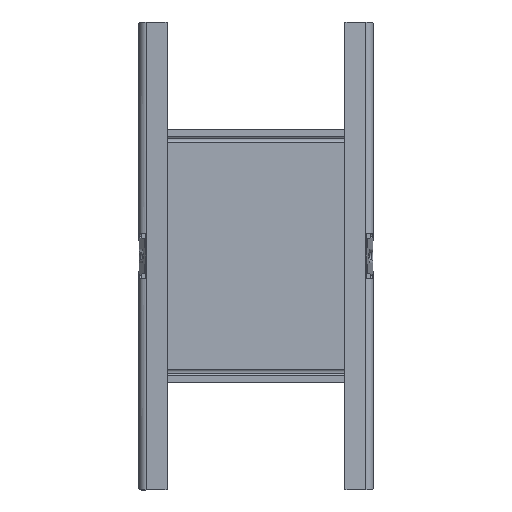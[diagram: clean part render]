
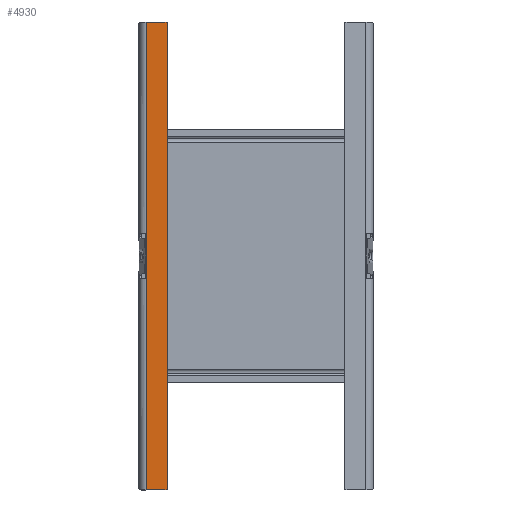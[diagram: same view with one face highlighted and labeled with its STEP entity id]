
A CAD part, front view. The second image highlights one B-rep face of the part: STEP entity #4930.
In plain terms, the highlighted planar face has unit normal (-0.052, -0.999, 0).
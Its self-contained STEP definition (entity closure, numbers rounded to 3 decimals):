
#37 = VECTOR ( 'NONE', #2580, 1000. ) ;
#427 = CARTESIAN_POINT ( 'NONE',  ( 3.08, -0.161, 100. ) ) ;
#531 = DIRECTION ( 'NONE',  ( 0.999, -0.052, 0. ) ) ;
#619 = CARTESIAN_POINT ( 'NONE',  ( 12., -0.629, -100. ) ) ;
#828 = CARTESIAN_POINT ( 'NONE',  ( 12., -0.629, 100. ) ) ;
#1233 = CARTESIAN_POINT ( 'NONE',  ( 3.08, -0.161, 100. ) ) ;
#1576 = EDGE_LOOP ( 'NONE', ( #5841, #6388, #6934, #7533 ) ) ;
#1729 = LINE ( 'NONE', #6892, #37 ) ;
#2470 = VECTOR ( 'NONE', #3020, 1000. ) ;
#2580 = DIRECTION ( 'NONE',  ( -0.999, 0.052, 0. ) ) ;
#2941 = EDGE_CURVE ( 'NONE', #7867, #4313, #1729, .T. ) ;
#3020 = DIRECTION ( 'NONE',  ( 0., 0., -1. ) ) ;
#3083 = CARTESIAN_POINT ( 'NONE',  ( 3.08, -0.161, -100. ) ) ;
#3474 = DIRECTION ( 'NONE',  ( -0.999, 0.052, 0. ) ) ;
#3924 = LINE ( 'NONE', #427, #7933 ) ;
#4099 = CARTESIAN_POINT ( 'NONE',  ( 12., -0.629, 100. ) ) ;
#4313 = VERTEX_POINT ( 'NONE', #1233 ) ;
#4389 = LINE ( 'NONE', #828, #2470 ) ;
#4592 = CARTESIAN_POINT ( 'NONE',  ( 12., -0.629, -100. ) ) ;
#4842 = DIRECTION ( 'NONE',  ( -0.052, -0.999, 0. ) ) ;
#4930 = ADVANCED_FACE ( 'NONE', ( #5624 ), #9103, .T. ) ;
#5469 = DIRECTION ( 'NONE',  ( 0., 0., -1. ) ) ;
#5624 = FACE_OUTER_BOUND ( 'NONE', #1576, .T. ) ;
#5841 = ORIENTED_EDGE ( 'NONE', *, *, #6506, .F. ) ;
#6237 = VERTEX_POINT ( 'NONE', #4592 ) ;
#6350 = EDGE_CURVE ( 'NONE', #4313, #8091, #3924, .T. ) ;
#6388 = ORIENTED_EDGE ( 'NONE', *, *, #8513, .F. ) ;
#6408 = CARTESIAN_POINT ( 'NONE',  ( 12., -0.629, 100. ) ) ;
#6506 = EDGE_CURVE ( 'NONE', #6237, #8091, #6591, .T. ) ;
#6591 = LINE ( 'NONE', #619, #8263 ) ;
#6892 = CARTESIAN_POINT ( 'NONE',  ( 12., -0.629, 100. ) ) ;
#6934 = ORIENTED_EDGE ( 'NONE', *, *, #2941, .T. ) ;
#7533 = ORIENTED_EDGE ( 'NONE', *, *, #6350, .T. ) ;
#7718 = AXIS2_PLACEMENT_3D ( 'NONE', #4099, #4842, #531 ) ;
#7867 = VERTEX_POINT ( 'NONE', #6408 ) ;
#7933 = VECTOR ( 'NONE', #5469, 1000. ) ;
#8091 = VERTEX_POINT ( 'NONE', #3083 ) ;
#8263 = VECTOR ( 'NONE', #3474, 1000. ) ;
#8513 = EDGE_CURVE ( 'NONE', #7867, #6237, #4389, .T. ) ;
#9103 = PLANE ( 'NONE',  #7718 ) ;
